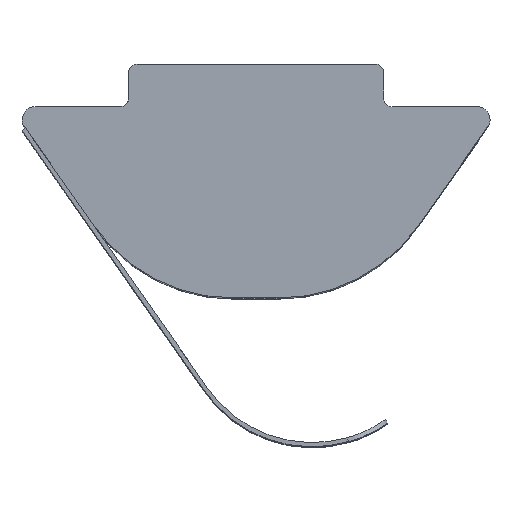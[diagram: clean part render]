
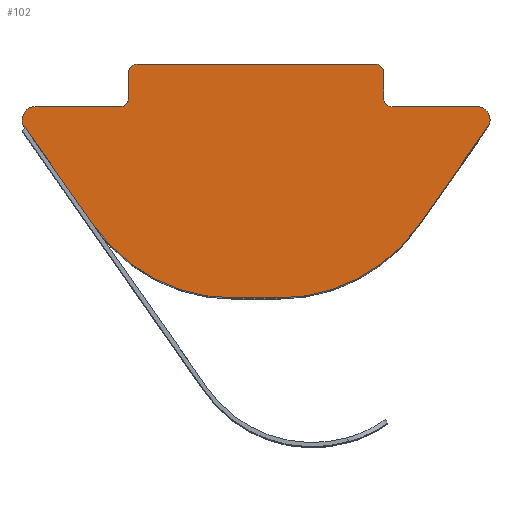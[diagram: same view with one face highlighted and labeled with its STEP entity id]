
A CAD part, top view. The second image highlights one B-rep face of the part: STEP entity #102.
In plain terms, the highlighted planar face has unit normal (0, 0, 1).
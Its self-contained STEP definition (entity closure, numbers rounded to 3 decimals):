
#102=ADVANCED_FACE('',(#183),#184,.T.);
#183=FACE_OUTER_BOUND('',#288,.T.);
#184=PLANE('',#289);
#288=EDGE_LOOP('',(#562,#563,#564,#565,#566,#567,#568,#569,#570,#571,#572,#573,#574,#575,#576,#577,#578,#579));
#289=AXIS2_PLACEMENT_3D('',#580,#581,#582);
#562=ORIENTED_EDGE('',*,*,#823,.T.);
#563=ORIENTED_EDGE('',*,*,#908,.T.);
#564=ORIENTED_EDGE('',*,*,#827,.T.);
#565=ORIENTED_EDGE('',*,*,#909,.T.);
#566=ORIENTED_EDGE('',*,*,#907,.T.);
#567=ORIENTED_EDGE('',*,*,#842,.T.);
#568=ORIENTED_EDGE('',*,*,#895,.T.);
#569=ORIENTED_EDGE('',*,*,#863,.T.);
#570=ORIENTED_EDGE('',*,*,#812,.T.);
#571=ORIENTED_EDGE('',*,*,#869,.T.);
#572=ORIENTED_EDGE('',*,*,#874,.T.);
#573=ORIENTED_EDGE('',*,*,#881,.T.);
#574=ORIENTED_EDGE('',*,*,#885,.T.);
#575=ORIENTED_EDGE('',*,*,#888,.T.);
#576=ORIENTED_EDGE('',*,*,#889,.T.);
#577=ORIENTED_EDGE('',*,*,#805,.T.);
#578=ORIENTED_EDGE('',*,*,#897,.T.);
#579=ORIENTED_EDGE('',*,*,#834,.T.);
#580=CARTESIAN_POINT('',(-5.2,-1.3,8.0));
#581=DIRECTION('',(0.0,0.0,1.0));
#582=DIRECTION('',(1.0,0.0,0.0));
#805=EDGE_CURVE('',#960,#964,#966,.T.);
#812=EDGE_CURVE('',#979,#980,#981,.T.);
#823=EDGE_CURVE('',#994,#999,#1001,.T.);
#827=EDGE_CURVE('',#1002,#1007,#1009,.T.);
#834=EDGE_CURVE('',#1019,#994,#1022,.T.);
#842=EDGE_CURVE('',#1032,#1036,#1038,.T.);
#863=EDGE_CURVE('',#1074,#979,#1075,.T.);
#869=EDGE_CURVE('',#980,#1083,#1085,.T.);
#874=EDGE_CURVE('',#1083,#1091,#1093,.T.);
#881=EDGE_CURVE('',#1091,#1102,#1104,.T.);
#885=EDGE_CURVE('',#1102,#1108,#1110,.T.);
#888=EDGE_CURVE('',#1108,#1113,#1115,.T.);
#889=EDGE_CURVE('',#1113,#960,#1116,.T.);
#895=EDGE_CURVE('',#1036,#1074,#1126,.T.);
#897=EDGE_CURVE('',#964,#1019,#1128,.T.);
#907=EDGE_CURVE('',#1138,#1032,#1142,.T.);
#908=EDGE_CURVE('',#999,#1002,#1143,.T.);
#909=EDGE_CURVE('',#1007,#1138,#1144,.T.);
#960=VERTEX_POINT('',#1216);
#964=VERTEX_POINT('',#1221);
#966=CIRCLE('',#1224,0.3);
#979=VERTEX_POINT('',#1270);
#980=VERTEX_POINT('',#1271);
#981=CIRCLE('',#1272,0.3);
#994=VERTEX_POINT('',#1290);
#999=VERTEX_POINT('',#1297);
#1001=LINE('',#1300,#1301);
#1002=VERTEX_POINT('',#1302);
#1007=VERTEX_POINT('',#1308);
#1009=LINE('',#1311,#1312);
#1019=VERTEX_POINT('',#1326);
#1022=CIRCLE('',#1337,0.2);
#1032=VERTEX_POINT('',#1356);
#1036=VERTEX_POINT('',#1368);
#1038=CIRCLE('',#1371,0.2);
#1074=VERTEX_POINT('',#1460);
#1075=CIRCLE('',#1461,0.3);
#1083=VERTEX_POINT('',#1472);
#1085=LINE('',#1475,#1476);
#1091=VERTEX_POINT('',#1485);
#1093=CIRCLE('',#1488,4.0);
#1102=VERTEX_POINT('',#1502);
#1104=LINE('',#1505,#1506);
#1108=VERTEX_POINT('',#1541);
#1110=CIRCLE('',#1544,4.0);
#1113=VERTEX_POINT('',#1548);
#1115=LINE('',#1551,#1552);
#1116=CIRCLE('',#1553,0.3);
#1126=LINE('',#1566,#1567);
#1128=LINE('',#1569,#1570);
#1138=VERTEX_POINT('',#1585);
#1142=LINE('',#1591,#1592);
#1143=CIRCLE('',#1593,0.2);
#1144=CIRCLE('',#1594,0.2);
#1216=CARTESIAN_POINT('',(5.5,-1.3,8.0));
#1221=CARTESIAN_POINT('',(5.2,-1.0,8.0));
#1224=AXIS2_PLACEMENT_3D('',#1748,#1749,#1750);
#1270=CARTESIAN_POINT('',(-5.5,-1.3,8.0));
#1271=CARTESIAN_POINT('',(-5.446,-1.472,8.0));
#1272=AXIS2_PLACEMENT_3D('',#1762,#1763,#1764);
#1290=CARTESIAN_POINT('',(3.0,-0.8,8.0));
#1297=CARTESIAN_POINT('',(3.0,-0.2,8.0));
#1300=CARTESIAN_POINT('',(3.0,0.,8.0));
#1301=VECTOR('',#1779,1000.0);
#1302=CARTESIAN_POINT('',(2.8,0.,8.0));
#1308=CARTESIAN_POINT('',(-2.8,0.,8.0));
#1311=CARTESIAN_POINT('',(3.0,0.,8.0));
#1312=VECTOR('',#1785,1000.0);
#1326=CARTESIAN_POINT('',(3.2,-1.0,8.0));
#1337=AXIS2_PLACEMENT_3D('',#1791,#1792,#1793);
#1356=CARTESIAN_POINT('',(-3.0,-0.8,8.0));
#1368=CARTESIAN_POINT('',(-3.2,-1.0,8.0));
#1371=AXIS2_PLACEMENT_3D('',#1801,#1802,#1803);
#1460=CARTESIAN_POINT('',(-5.2,-1.0,8.0));
#1461=AXIS2_PLACEMENT_3D('',#1829,#1830,#1831);
#1472=CARTESIAN_POINT('',(-3.82,-3.794,8.0));
#1475=CARTESIAN_POINT('',(-5.446,-1.472,8.0));
#1476=VECTOR('',#1839,1000.0);
#1485=CARTESIAN_POINT('',(-0.543,-5.5,8.0));
#1488=AXIS2_PLACEMENT_3D('',#1844,#1845,#1846);
#1502=CARTESIAN_POINT('',(0.543,-5.5,8.0));
#1505=CARTESIAN_POINT('',(-0.543,-5.5,8.0));
#1506=VECTOR('',#1856,1000.0);
#1541=CARTESIAN_POINT('',(3.82,-3.794,8.0));
#1544=AXIS2_PLACEMENT_3D('',#1861,#1862,#1863);
#1548=CARTESIAN_POINT('',(5.446,-1.472,8.0));
#1551=CARTESIAN_POINT('',(5.446,-1.472,8.0));
#1552=VECTOR('',#1866,1000.0);
#1553=AXIS2_PLACEMENT_3D('',#1867,#1868,#1869);
#1566=CARTESIAN_POINT('',(-3.0,-1.0,8.0));
#1567=VECTOR('',#1879,1000.0);
#1569=CARTESIAN_POINT('',(3.0,-1.0,8.0));
#1570=VECTOR('',#1883,1000.0);
#1585=CARTESIAN_POINT('',(-3.0,-0.2,8.0));
#1591=CARTESIAN_POINT('',(-3.0,0.0,8.0));
#1592=VECTOR('',#1897,1000.0);
#1593=AXIS2_PLACEMENT_3D('',#1898,#1899,#1900);
#1594=AXIS2_PLACEMENT_3D('',#1901,#1902,#1903);
#1748=CARTESIAN_POINT('',(5.2,-1.3,8.0));
#1749=DIRECTION('',(0.0,0.0,1.0));
#1750=DIRECTION('',(-1.0,0.0,0.0));
#1762=CARTESIAN_POINT('',(-5.2,-1.3,8.0));
#1763=DIRECTION('',(0.0,0.0,1.0));
#1764=DIRECTION('',(1.0,0.0,0.0));
#1779=DIRECTION('',(-0.0,1.0,-0.0));
#1785=DIRECTION('',(-1.0,0.,0.0));
#1791=CARTESIAN_POINT('',(3.2,-0.8,8.0));
#1792=DIRECTION('',(0.0,0.0,-1.0));
#1793=DIRECTION('',(1.0,0.0,0.0));
#1801=CARTESIAN_POINT('',(-3.2,-0.8,8.0));
#1802=DIRECTION('',(0.0,0.0,-1.0));
#1803=DIRECTION('',(1.0,0.0,0.0));
#1829=CARTESIAN_POINT('',(-5.2,-1.3,8.0));
#1830=DIRECTION('',(0.0,0.0,1.0));
#1831=DIRECTION('',(1.0,0.0,0.0));
#1839=DIRECTION('',(0.574,-0.819,0.0));
#1844=CARTESIAN_POINT('',(-0.543,-1.5,8.0));
#1845=DIRECTION('',(0.0,0.0,1.0));
#1846=DIRECTION('',(-1.0,0.0,0.0));
#1856=DIRECTION('',(1.0,0.0,0.0));
#1861=CARTESIAN_POINT('',(0.543,-1.5,8.0));
#1862=DIRECTION('',(0.0,0.0,1.0));
#1863=DIRECTION('',(1.0,0.0,0.0));
#1866=DIRECTION('',(0.574,0.819,-0.0));
#1867=CARTESIAN_POINT('',(5.2,-1.3,8.0));
#1868=DIRECTION('',(0.0,0.0,1.0));
#1869=DIRECTION('',(-1.0,0.0,0.0));
#1879=DIRECTION('',(-1.0,0.,0.0));
#1883=DIRECTION('',(-1.0,0.,-0.0));
#1897=DIRECTION('',(0.0,-1.0,0.0));
#1898=CARTESIAN_POINT('',(2.8,-0.2,8.0));
#1899=DIRECTION('',(0.0,0.0,1.0));
#1900=DIRECTION('',(1.0,0.0,0.0));
#1901=CARTESIAN_POINT('',(-2.8,-0.2,8.0));
#1902=DIRECTION('',(0.0,0.0,1.0));
#1903=DIRECTION('',(1.0,0.0,0.0));
